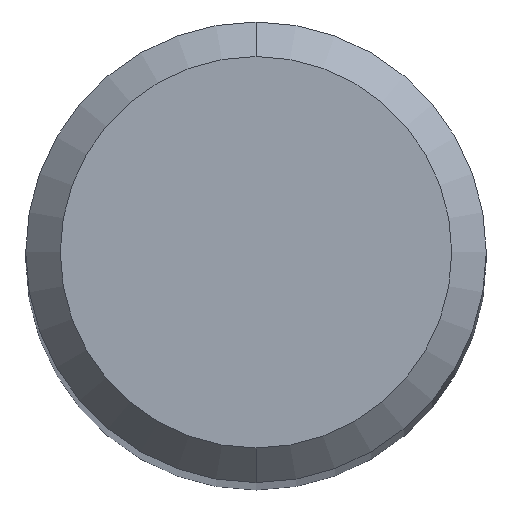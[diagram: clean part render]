
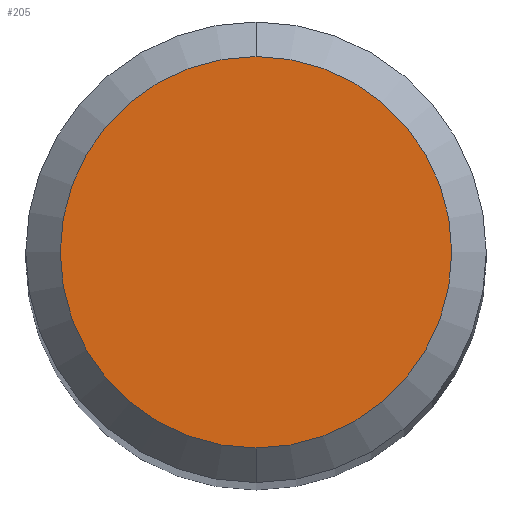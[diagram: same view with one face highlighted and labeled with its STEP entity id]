
A CAD part, top view. The second image highlights one B-rep face of the part: STEP entity #205.
In plain terms, the highlighted planar face has unit normal (0, 0, 1).
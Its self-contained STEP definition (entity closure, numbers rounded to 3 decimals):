
#205=ADVANCED_FACE('',(#509),#510,.T.);
#211=EDGE_CURVE('',#315,#377,#516,.T.);
#315=VERTEX_POINT('',#628);
#377=VERTEX_POINT('',#697);
#401=EDGE_CURVE('',#377,#315,#723,.T.);
#509=FACE_OUTER_BOUND('',#845,.T.);
#510=PLANE('',#846);
#516=CIRCLE('',#867,1.7);
#628=CARTESIAN_POINT('',(0.0,1.7,0.0));
#697=CARTESIAN_POINT('',(0.,-1.7,0.0));
#723=CIRCLE('',#1314,1.7);
#845=EDGE_LOOP('',(#1471,#1472));
#846=AXIS2_PLACEMENT_3D('',#1473,#1474,#1475);
#867=AXIS2_PLACEMENT_3D('',#1476,#1477,#1478);
#1314=AXIS2_PLACEMENT_3D('',#1675,#1676,#1677);
#1471=ORIENTED_EDGE('',*,*,#211,.F.);
#1472=ORIENTED_EDGE('',*,*,#401,.F.);
#1473=CARTESIAN_POINT('',(0.0,0.85,0.0));
#1474=DIRECTION('',(-0.0,0.0,1.0));
#1475=DIRECTION('',(0.0,-1.0,0.0));
#1476=CARTESIAN_POINT('',(0.0,0.0,0.0));
#1477=DIRECTION('',(0.0,0.0,-1.0));
#1478=DIRECTION('',(0.0,1.0,0.0));
#1675=CARTESIAN_POINT('',(0.0,0.0,0.0));
#1676=DIRECTION('',(0.0,0.0,-1.0));
#1677=DIRECTION('',(0.0,1.0,0.0));
